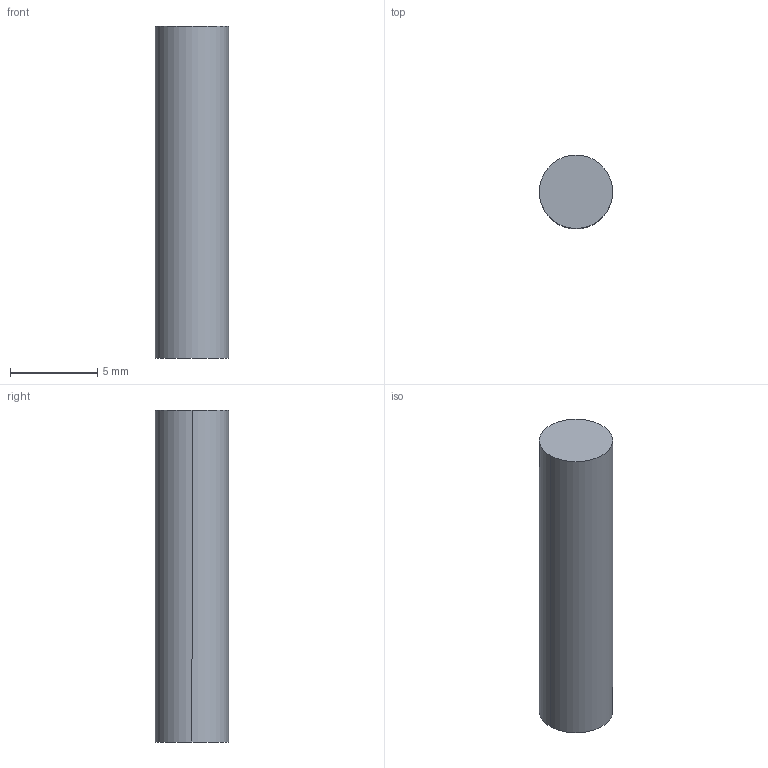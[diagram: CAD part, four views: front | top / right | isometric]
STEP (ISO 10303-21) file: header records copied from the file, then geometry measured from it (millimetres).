
FILE_DESCRIPTION((''),'2;1');
FILE_NAME('FUSE_5X20_GLASS_v_Part2.stp','2013-08-21T11:48:23',(''),(''),'Mechanical Desktop 2011','Mechanical Desktop 2011',', , ');
FILE_SCHEMA(('AUTOMOTIVE_DESIGN { 1 2 10303 214 1 1 1 1 }'));
Length unit declared in the file: millimetre
Products named in the file (1): Product
Bounding box: 4.2 x 4.2 x 19 mm (x, y, z)
Volume: 263.2 mm3; surface area: 278.4 mm2
Topology: 1 solids, 1 shells, 4 faces, 6 edges, 4 vertices
Faces by surface type: cylinder 2, plane 1, bspline 1
Entity records: 139 total; most frequent: CARTESIAN_POINT 18, DIRECTION 18, ORIENTED_EDGE 12, AXIS2_PLACEMENT_3D 8, EDGE_CURVE 6, PERSON 4, ORGANIZATION 4, PERSON_AND_ORGANIZATION 4
